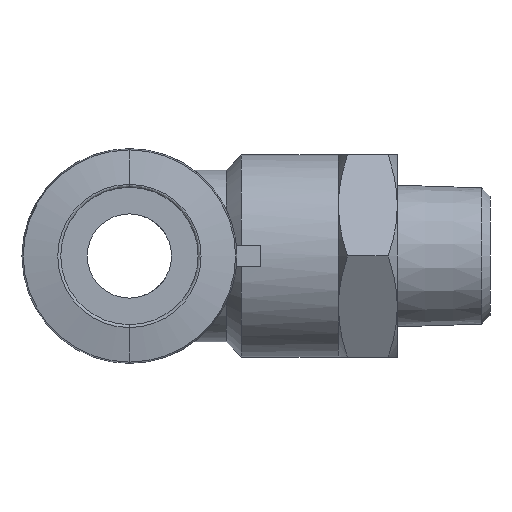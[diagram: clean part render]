
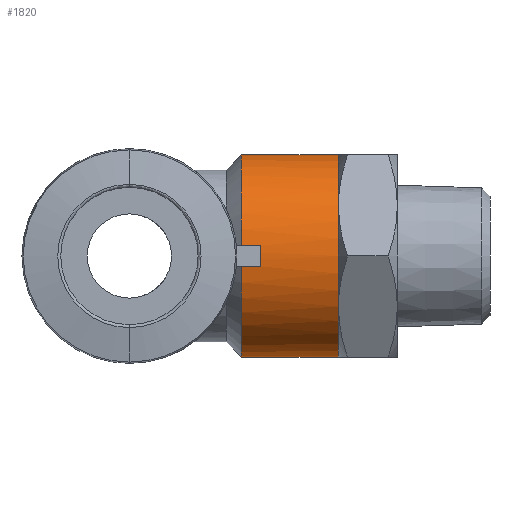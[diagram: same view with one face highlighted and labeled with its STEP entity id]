
A CAD part, left-side view. The second image highlights one B-rep face of the part: STEP entity #1820.
In plain terms, the highlighted cylindrical face has radius 12 mm (diameter 24 mm), a partial arc.
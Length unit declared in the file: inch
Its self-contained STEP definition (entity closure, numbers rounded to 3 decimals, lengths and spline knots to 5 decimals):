
#68 = ORIENTED_EDGE ( 'NONE', *, *, #3339, .F. ) ;
#189 = VERTEX_POINT ( 'NONE', #1978 ) ;
#296 = DIRECTION ( 'NONE',  ( 0., -1., 0. ) ) ;
#305 = VERTEX_POINT ( 'NONE', #975 ) ;
#316 = ORIENTED_EDGE ( 'NONE', *, *, #4644, .T. ) ;
#456 = CYLINDRICAL_SURFACE ( 'NONE', #4017, 0.47244 ) ;
#464 = CARTESIAN_POINT ( 'NONE',  ( 0., 0.22638, 0.47244 ) ) ;
#496 = VERTEX_POINT ( 'NONE', #3469 ) ;
#522 = DIRECTION ( 'NONE',  ( 0., 0., -1. ) ) ;
#566 = CARTESIAN_POINT ( 'NONE',  ( -0.40915, 0., 0.23622 ) ) ;
#623 = DIRECTION ( 'NONE',  ( 0., 1., 0. ) ) ;
#690 = VECTOR ( 'NONE', #847, 39.37008 ) ;
#706 = CARTESIAN_POINT ( 'NONE',  ( -0.46987, 0.3616, 0.04921 ) ) ;
#827 = CIRCLE ( 'NONE', #2669, 0.47244 ) ;
#847 = DIRECTION ( 'NONE',  ( 0., -1., 0. ) ) ;
#848 = VECTOR ( 'NONE', #3796, 39.37008 ) ;
#867 = FACE_OUTER_BOUND ( 'NONE', #4242, .T. ) ;
#889 = DIRECTION ( 'NONE',  ( 0., 0., -1. ) ) ;
#905 = DIRECTION ( 'NONE',  ( 0., -1., 0. ) ) ;
#907 = VERTEX_POINT ( 'NONE', #1905 ) ;
#920 = CARTESIAN_POINT ( 'NONE',  ( 0., 0.45276, 0. ) ) ;
#975 = CARTESIAN_POINT ( 'NONE',  ( -0.46987, 0.45276, 0.04921 ) ) ;
#1042 = DIRECTION ( 'NONE',  ( 1., 0., 0. ) ) ;
#1060 = DIRECTION ( 'NONE',  ( 0., -1., 0. ) ) ;
#1077 = CARTESIAN_POINT ( 'NONE',  ( 0., 0., 0. ) ) ;
#1102 = CARTESIAN_POINT ( 'NONE',  ( -0.4733, 0.36503, 0.01646 ) ) ;
#1182 =( BOUNDED_CURVE ( )  B_SPLINE_CURVE ( 3, ( #706, #1102, #4361, #2231 ),
 .UNSPECIFIED., .F., .T. ) 
 B_SPLINE_CURVE_WITH_KNOTS ( ( 4, 4 ),
 ( 3.03724, 3.24595 ),
 .UNSPECIFIED. ) 
 CURVE ( )  GEOMETRIC_REPRESENTATION_ITEM ( )  RATIONAL_B_SPLINE_CURVE ( ( 1., 0.996, 0.996, 1. ) ) 
 REPRESENTATION_ITEM ( '' )  );
#1190 = EDGE_CURVE ( 'NONE', #1501, #2602, #4344, .T. ) ;
#1202 = ORIENTED_EDGE ( 'NONE', *, *, #3397, .F. ) ;
#1220 = EDGE_CURVE ( 'NONE', #189, #305, #4333, .T. ) ;
#1400 = DIRECTION ( 'NONE',  ( 0., -1., 0. ) ) ;
#1412 = DIRECTION ( 'NONE',  ( 0., -1., 0. ) ) ;
#1415 = VERTEX_POINT ( 'NONE', #2014 ) ;
#1501 = VERTEX_POINT ( 'NONE', #3895 ) ;
#1723 = ORIENTED_EDGE ( 'NONE', *, *, #2379, .T. ) ;
#1809 = LINE ( 'NONE', #464, #690 ) ;
#1820 = ADVANCED_FACE ( 'NONE', ( #867 ), #456, .T. ) ;
#1838 = LINE ( 'NONE', #3427, #848 ) ;
#1900 = VERTEX_POINT ( 'NONE', #4582 ) ;
#1905 = CARTESIAN_POINT ( 'NONE',  ( -0.46987, 0.3616, -0.04921 ) ) ;
#1931 = VECTOR ( 'NONE', #296, 39.37008 ) ;
#1947 = CARTESIAN_POINT ( 'NONE',  ( 0., 0., 0. ) ) ;
#1968 = EDGE_CURVE ( 'NONE', #496, #1415, #4448, .T. ) ;
#1978 = CARTESIAN_POINT ( 'NONE',  ( 0., 0.45276, 0.47244 ) ) ;
#2014 = CARTESIAN_POINT ( 'NONE',  ( 0., 0.45276, -0.47244 ) ) ;
#2034 = EDGE_CURVE ( 'NONE', #1415, #2602, #2100, .T. ) ;
#2100 = LINE ( 'NONE', #2904, #1931 ) ;
#2130 = EDGE_CURVE ( 'NONE', #2656, #907, #1182, .T. ) ;
#2211 = ORIENTED_EDGE ( 'NONE', *, *, #4127, .F. ) ;
#2231 = CARTESIAN_POINT ( 'NONE',  ( -0.46987, 0.3616, -0.04921 ) ) ;
#2249 = ORIENTED_EDGE ( 'NONE', *, *, #1968, .T. ) ;
#2275 = AXIS2_PLACEMENT_3D ( 'NONE', #3553, #1400, #3908 ) ;
#2315 = AXIS2_PLACEMENT_3D ( 'NONE', #1077, #1060, #1042 ) ;
#2326 = DIRECTION ( 'NONE',  ( 1., 0., 0. ) ) ;
#2379 = EDGE_CURVE ( 'NONE', #305, #2656, #1838, .T. ) ;
#2455 = CARTESIAN_POINT ( 'NONE',  ( -0.46987, 0.3616, 0.04921 ) ) ;
#2602 = VERTEX_POINT ( 'NONE', #4199 ) ;
#2656 = VERTEX_POINT ( 'NONE', #2455 ) ;
#2659 = VERTEX_POINT ( 'NONE', #566 ) ;
#2669 = AXIS2_PLACEMENT_3D ( 'NONE', #1947, #4443, #2326 ) ;
#2796 = AXIS2_PLACEMENT_3D ( 'NONE', #920, #905, #889 ) ;
#2823 = LINE ( 'NONE', #4621, #4685 ) ;
#2904 = CARTESIAN_POINT ( 'NONE',  ( 0., 0.22638, -0.47244 ) ) ;
#3093 = CARTESIAN_POINT ( 'NONE',  ( 0., 0.22638, 0. ) ) ;
#3339 = EDGE_CURVE ( 'NONE', #1900, #2659, #827, .T. ) ;
#3397 = EDGE_CURVE ( 'NONE', #189, #1900, #1809, .T. ) ;
#3401 = AXIS2_PLACEMENT_3D ( 'NONE', #3562, #1412, #3917 ) ;
#3427 = CARTESIAN_POINT ( 'NONE',  ( -0.46987, 0.22638, 0.04921 ) ) ;
#3438 = DIRECTION ( 'NONE',  ( 0., -1., 0. ) ) ;
#3469 = CARTESIAN_POINT ( 'NONE',  ( -0.46987, 0.45276, -0.04921 ) ) ;
#3553 = CARTESIAN_POINT ( 'NONE',  ( 0., 0.45276, 0. ) ) ;
#3562 = CARTESIAN_POINT ( 'NONE',  ( 0., 0., 0. ) ) ;
#3796 = DIRECTION ( 'NONE',  ( 0., -1., 0. ) ) ;
#3865 = CIRCLE ( 'NONE', #3401, 0.47244 ) ;
#3895 = CARTESIAN_POINT ( 'NONE',  ( -0.40915, 0., -0.23622 ) ) ;
#3908 = DIRECTION ( 'NONE',  ( 0., 0., -1. ) ) ;
#3917 = DIRECTION ( 'NONE',  ( 1., 0., 0. ) ) ;
#3978 = ORIENTED_EDGE ( 'NONE', *, *, #1220, .T. ) ;
#3997 = ORIENTED_EDGE ( 'NONE', *, *, #2130, .T. ) ;
#4017 = AXIS2_PLACEMENT_3D ( 'NONE', #3093, #3438, #522 ) ;
#4127 = EDGE_CURVE ( 'NONE', #2659, #1501, #3865, .T. ) ;
#4199 = CARTESIAN_POINT ( 'NONE',  ( 0., 0., -0.47244 ) ) ;
#4242 = EDGE_LOOP ( 'NONE', ( #1202, #3978, #1723, #3997, #316, #2249, #4623, #4331, #2211, #68 ) ) ;
#4331 = ORIENTED_EDGE ( 'NONE', *, *, #1190, .F. ) ;
#4333 = CIRCLE ( 'NONE', #2796, 0.47244 ) ;
#4344 = CIRCLE ( 'NONE', #2315, 0.47244 ) ;
#4361 = CARTESIAN_POINT ( 'NONE',  ( -0.4733, 0.36503, -0.01646 ) ) ;
#4443 = DIRECTION ( 'NONE',  ( 0., -1., 0. ) ) ;
#4448 = CIRCLE ( 'NONE', #2275, 0.47244 ) ;
#4582 = CARTESIAN_POINT ( 'NONE',  ( 0., 0., 0.47244 ) ) ;
#4621 = CARTESIAN_POINT ( 'NONE',  ( -0.46987, 0.22638, -0.04921 ) ) ;
#4623 = ORIENTED_EDGE ( 'NONE', *, *, #2034, .T. ) ;
#4644 = EDGE_CURVE ( 'NONE', #907, #496, #2823, .T. ) ;
#4685 = VECTOR ( 'NONE', #623, 39.37008 ) ;
